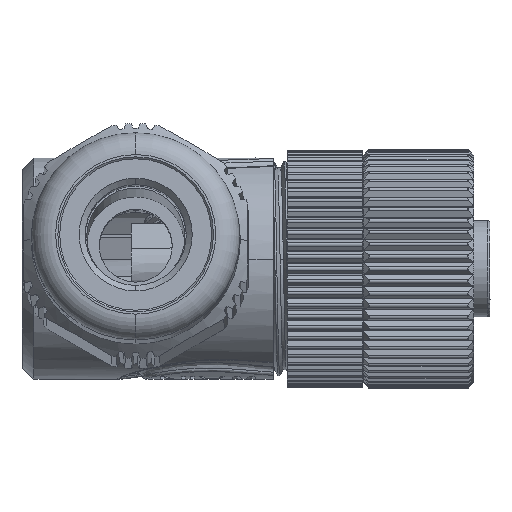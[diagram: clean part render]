
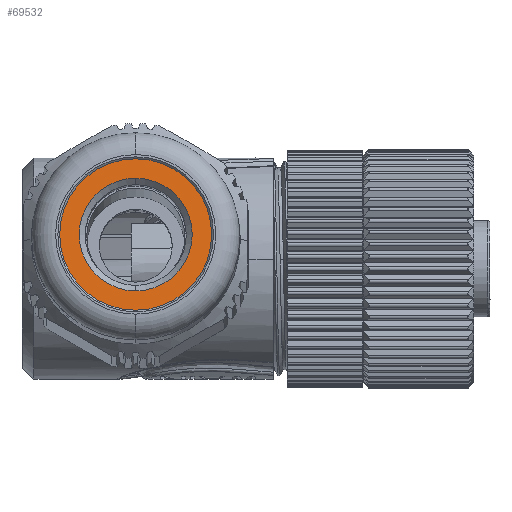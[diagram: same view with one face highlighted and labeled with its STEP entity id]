
A CAD part, left-side view. The second image highlights one B-rep face of the part: STEP entity #69532.
In plain terms, the highlighted planar face has unit normal (-0.996, 0, 0.087).
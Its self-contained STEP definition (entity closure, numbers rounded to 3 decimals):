
#17227=CARTESIAN_POINT('',(-32.653,19.,2.857));
#17228=DIRECTION('',(0.996,0.,-0.087));
#17229=DIRECTION('',(-0.087,0.,-0.996));
#17230=AXIS2_PLACEMENT_3D('',#17227,#17228,#17229);
#17232=CARTESIAN_POINT('',(-32.653,19.,2.857));
#17233=DIRECTION('',(0.996,0.,-0.087));
#17234=DIRECTION('',(0.087,0.,0.996));
#17235=AXIS2_PLACEMENT_3D('',#17232,#17233,#17234);
#17237=CARTESIAN_POINT('',(-32.653,19.,2.857));
#17238=DIRECTION('',(-0.996,0.,0.087));
#17239=DIRECTION('',(0.087,0.,0.996));
#17240=AXIS2_PLACEMENT_3D('',#17237,#17238,#17239);
#17242=CARTESIAN_POINT('',(-32.653,19.,2.857));
#17243=DIRECTION('',(-0.996,0.,0.087));
#17244=DIRECTION('',(-0.087,0.,-0.996));
#17245=AXIS2_PLACEMENT_3D('',#17242,#17243,#17244);
#42515=CARTESIAN_POINT('',(-32.1,19.,
9.183));
#42516=VERTEX_POINT('',#42515);
#42517=CARTESIAN_POINT('',(-33.207,19.,-3.469));
#42518=VERTEX_POINT('',#42517);
#42519=CARTESIAN_POINT('',(-32.241,19.,7.564));
#42520=CARTESIAN_POINT('',(-33.065,19.,-1.85));
#42521=VERTEX_POINT('',#42519);
#42522=VERTEX_POINT('',#42520);
#69517=CARTESIAN_POINT('',(-32.653,19.,2.857));
#69518=DIRECTION('',(-0.996,0.,0.087));
#69519=DIRECTION('',(-0.087,0.,-0.996));
#69520=AXIS2_PLACEMENT_3D('',#69517,#69518,#69519);
#69521=PLANE('',#69520);
#69522=ORIENTED_EDGE('',*,*,#69497,.T.);
#69523=ORIENTED_EDGE('',*,*,#69511,.T.);
#69524=EDGE_LOOP('',(#69522,#69523));
#69525=FACE_OUTER_BOUND('',#69524,.F.);
#69527=ORIENTED_EDGE('',*,*,#69526,.T.);
#69529=ORIENTED_EDGE('',*,*,#69528,.T.);
#69530=EDGE_LOOP('',(#69527,#69529));
#69531=FACE_BOUND('',#69530,.F.);
#69532=ADVANCED_FACE('',(#69525,#69531),#69521,.T.);
#17231=CIRCLE('',#17230,6.35);
#17236=CIRCLE('',#17235,6.35);
#17241=CIRCLE('',#17240,4.725);
#17246=CIRCLE('',#17245,4.725);
#69497=EDGE_CURVE('',#42518,#42516,#17231,.T.);
#69511=EDGE_CURVE('',#42516,#42518,#17236,.T.);
#69526=EDGE_CURVE('',#42521,#42522,#17241,.T.);
#69528=EDGE_CURVE('',#42522,#42521,#17246,.T.);
